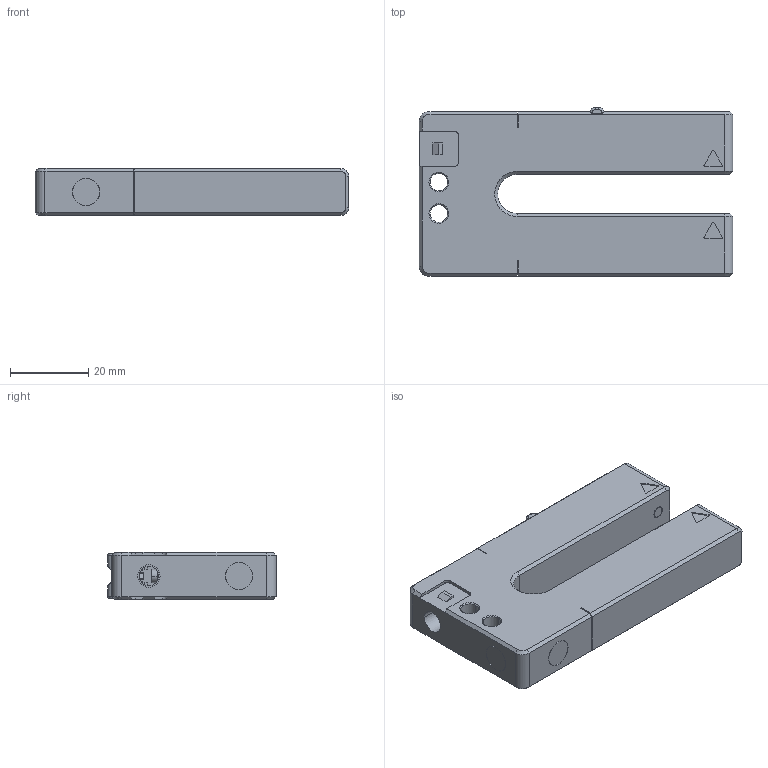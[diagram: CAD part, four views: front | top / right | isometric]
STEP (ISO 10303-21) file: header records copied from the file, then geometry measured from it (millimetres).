
FILE_DESCRIPTION((''),'2;1');
FILE_NAME('137647_SW','2010-02-08T',('banengservice'),('BANNER ENGINEERING'),'PRO/ENGINEER BY PARAMETRIC TECHNOLOGY CORPORATION, 2009141','PRO/ENGINEER BY PARAMETRIC TECHNOLOGY CORPORATION, 2009141','');
FILE_SCHEMA(('CONFIG_CONTROL_DESIGN'));
Length unit declared in the file: inch
Products named in the file (1): 137647_SW
Bounding box: 80 x 43 x 12 mm (x, y, z)
Volume: 20981.6 mm3; surface area: 21798 mm2
Topology: 2 solids, 2 shells, 1041 faces, 2827 edges, 1799 vertices
Faces by surface type: plane 596, cylinder 305, cone 108, torus 29, bspline 3
Entity records: 34568 total; most frequent: CARTESIAN_POINT 7880, ORIENTED_EDGE 5646, DIRECTION 5528, EDGE_CURVE 2823, VECTOR 1904, LINE 1904, AXIS2_PLACEMENT_3D 1812, VERTEX_POINT 1799
